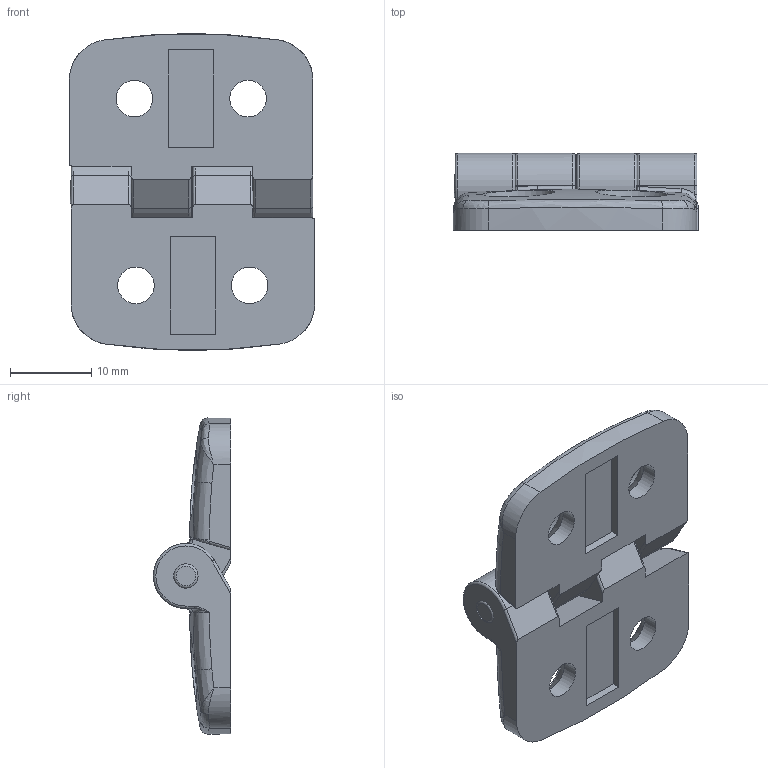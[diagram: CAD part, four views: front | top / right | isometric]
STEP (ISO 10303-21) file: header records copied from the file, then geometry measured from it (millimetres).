
FILE_DESCRIPTION((''),'2;1');
FILE_NAME('AR3367.stp','2016-06-16T15:11:12',('Konstruktor II'),(''),'Autodesk Inventor 2013','Autodesk Inventor 2013','');
FILE_SCHEMA(('AUTOMOTIVE_DESIGN { 1 0 10303 214 1 1 1 1 }'));
Length unit declared in the file: millimetre
Products named in the file (4): AR3367; 11; 22; 33
Assembly tree (3 placements, depth 2):
  AR3367
    11
    22
    33
Bounding box: 30.2 x 9.5 x 39 mm (x, y, z)
Volume: 4985.3 mm3; surface area: 4146.1 mm2
Topology: 3 solids, 3 shells, 141 faces, 373 edges, 230 vertices
Faces by surface type: bspline 52, cylinder 39, plane 36, torus 10, cone 4
Full cylindrical faces by diameter (mm): 3 x5, 4.5 x4
Entity records: 6048 total; most frequent: CARTESIAN_POINT 2869, ORIENTED_EDGE 688, DIRECTION 556, EDGE_CURVE 344, AXIS2_PLACEMENT_3D 226, VERTEX_POINT 222, EDGE_LOOP 170, FACE_OUTER_BOUND 141
